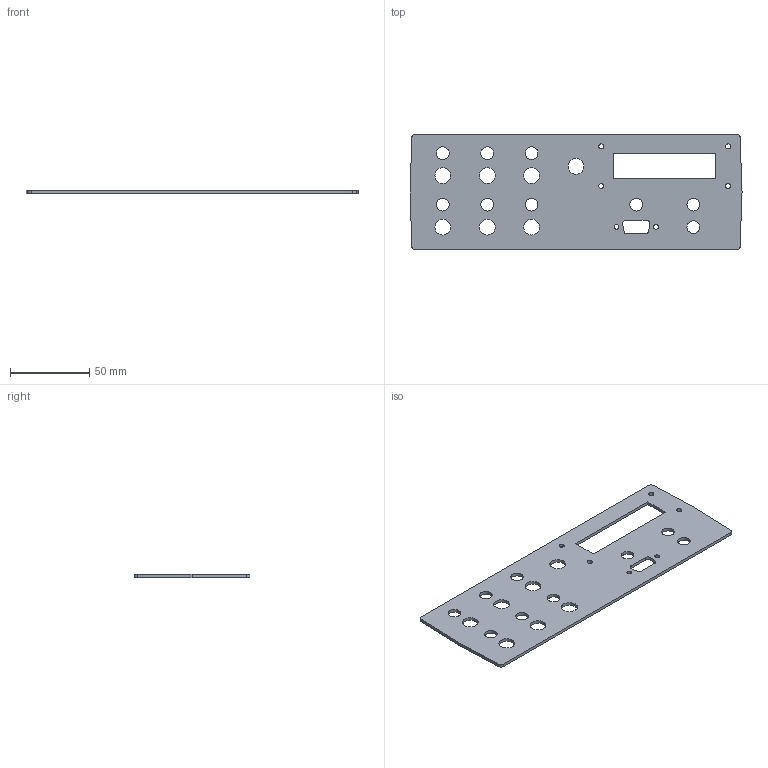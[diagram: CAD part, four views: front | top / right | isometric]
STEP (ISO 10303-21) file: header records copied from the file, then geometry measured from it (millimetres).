
FILE_DESCRIPTION(('FreeCAD Model'),'2;1');
FILE_NAME('Open CASCADE Shape Model','2025-11-02T20:34:15',(''),(''), 'Open CASCADE STEP processor 7.8','FreeCAD','Unknown');
FILE_SCHEMA(('AUTOMOTIVE_DESIGN { 1 0 10303 214 1 1 1 1 }'));
Length unit declared in the file: millimetre
Products named in the file (1): with_holes
Bounding box: 209.41 x 73 x 2 mm (x, y, z)
Volume: 25944.4 mm3; surface area: 28483.4 mm2
Topology: 1 solids, 1 shells, 46 faces, 132 edges, 88 vertices
Faces by surface type: cylinder 30, plane 16
Full cylindrical faces by diameter (mm): 3.02 x2, 3.2 x4, 8 x9, 10 x7
Entity records: 1654 total; most frequent: DIRECTION 286, CARTESIAN_POINT 267, ORIENTED_EDGE 264, EDGE_CURVE 132, AXIS2_PLACEMENT_3D 107, FACE_BOUND 94, EDGE_LOOP 94, VERTEX_POINT 88
